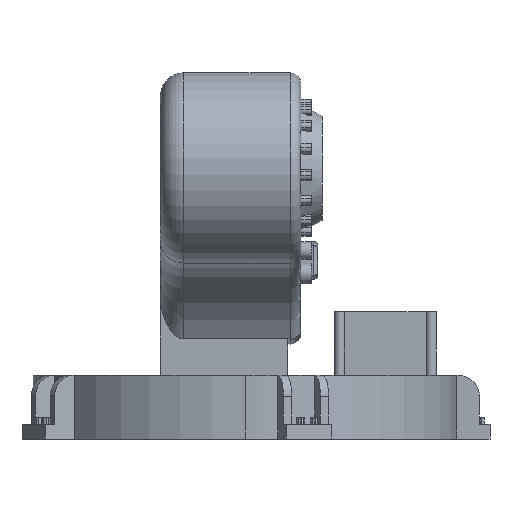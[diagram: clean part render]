
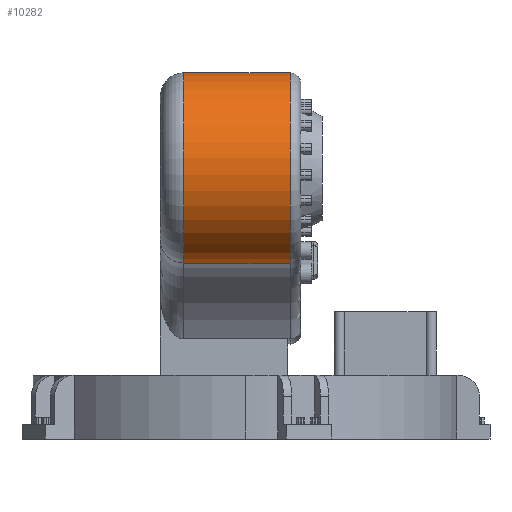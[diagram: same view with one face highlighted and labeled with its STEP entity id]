
A CAD part, left-side view. The second image highlights one B-rep face of the part: STEP entity #10282.
In plain terms, the highlighted cylindrical face has radius 45 mm (diameter 90 mm), a partial arc.
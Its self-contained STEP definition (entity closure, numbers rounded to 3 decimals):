
#225 = VERTEX_POINT ( 'NONE', #2667 ) ;
#758 = ORIENTED_EDGE ( 'NONE', *, *, #10249, .T. ) ;
#876 = ORIENTED_EDGE ( 'NONE', *, *, #1569, .T. ) ;
#1264 = CARTESIAN_POINT ( 'NONE',  ( -124.235, 40., 82.801 ) ) ;
#1569 = EDGE_CURVE ( 'NONE', #5475, #3847, #2091, .T. ) ;
#2091 = LINE ( 'NONE', #1264, #10848 ) ;
#2337 = AXIS2_PLACEMENT_3D ( 'NONE', #5460, #5543, #4818 ) ;
#2607 = CIRCLE ( 'NONE', #5457, 45. ) ;
#2667 = CARTESIAN_POINT ( 'NONE',  ( -77.898, -21., 148.669 ) ) ;
#2999 = CARTESIAN_POINT ( 'NONE',  ( -77.898, 29., 148.669 ) ) ;
#3122 = DIRECTION ( 'NONE',  ( 0., -1., 0. ) ) ;
#3762 = DIRECTION ( 'NONE',  ( 0., -1., 0. ) ) ;
#3799 = DIRECTION ( 'NONE',  ( 0., 0., -1. ) ) ;
#3847 = VERTEX_POINT ( 'NONE', #10483 ) ;
#3884 = CARTESIAN_POINT ( 'NONE',  ( -117.498, -21., 127.294 ) ) ;
#4711 = DIRECTION ( 'NONE',  ( 0., 1., 0. ) ) ;
#4818 = DIRECTION ( 'NONE',  ( 0., 0., -1. ) ) ;
#4980 = EDGE_LOOP ( 'NONE', ( #5514, #758, #876, #8424 ) ) ;
#5457 = AXIS2_PLACEMENT_3D ( 'NONE', #3884, #4711, #3799 ) ;
#5460 = CARTESIAN_POINT ( 'NONE',  ( -117.498, 40., 127.294 ) ) ;
#5475 = VERTEX_POINT ( 'NONE', #8844 ) ;
#5514 = ORIENTED_EDGE ( 'NONE', *, *, #6834, .F. ) ;
#5543 = DIRECTION ( 'NONE',  ( 0., -1., 0. ) ) ;
#6424 = DIRECTION ( 'NONE',  ( 0., 0., -1. ) ) ;
#6834 = EDGE_CURVE ( 'NONE', #8190, #225, #10292, .T. ) ;
#6993 = AXIS2_PLACEMENT_3D ( 'NONE', #7373, #3762, #6424 ) ;
#7373 = CARTESIAN_POINT ( 'NONE',  ( -117.498, 29., 127.294 ) ) ;
#7608 = DIRECTION ( 'NONE',  ( 0., -1., 0. ) ) ;
#7901 = FACE_OUTER_BOUND ( 'NONE', #4980, .T. ) ;
#8190 = VERTEX_POINT ( 'NONE', #2999 ) ;
#8424 = ORIENTED_EDGE ( 'NONE', *, *, #11331, .T. ) ;
#8844 = CARTESIAN_POINT ( 'NONE',  ( -124.235, 29., 82.801 ) ) ;
#9283 = CIRCLE ( 'NONE', #6993, 45. ) ;
#9380 = CARTESIAN_POINT ( 'NONE',  ( -77.898, 40., 148.669 ) ) ;
#10151 = VECTOR ( 'NONE', #3122, 1000. ) ;
#10249 = EDGE_CURVE ( 'NONE', #8190, #5475, #9283, .T. ) ;
#10282 = ADVANCED_FACE ( 'NONE', ( #7901 ), #11514, .T. ) ;
#10292 = LINE ( 'NONE', #9380, #10151 ) ;
#10483 = CARTESIAN_POINT ( 'NONE',  ( -124.235, -21., 82.801 ) ) ;
#10848 = VECTOR ( 'NONE', #7608, 1000. ) ;
#11331 = EDGE_CURVE ( 'NONE', #3847, #225, #2607, .T. ) ;
#11514 = CYLINDRICAL_SURFACE ( 'NONE', #2337, 45. ) ;
